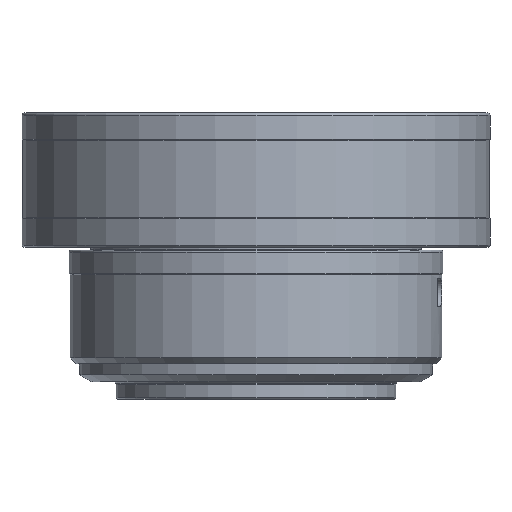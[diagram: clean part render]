
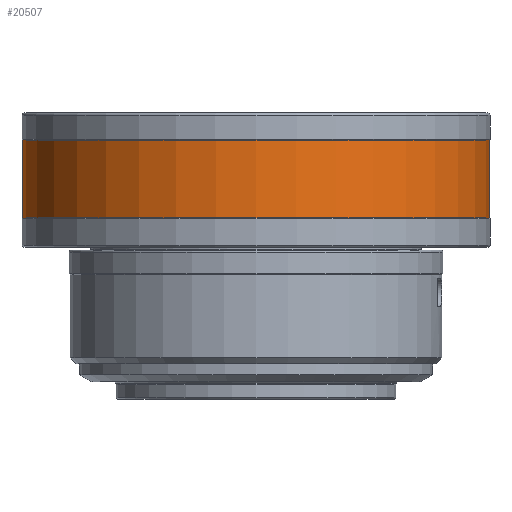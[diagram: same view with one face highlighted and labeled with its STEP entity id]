
A CAD part, front view. The second image highlights one B-rep face of the part: STEP entity #20507.
In plain terms, the highlighted cylindrical face has radius 123.35 mm (diameter 246.7 mm), a partial arc.
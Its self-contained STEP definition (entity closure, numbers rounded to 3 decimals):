
#59 = ORIENTED_EDGE ( 'NONE', *, *, #13909, .T. ) ;
#888 = DIRECTION ( 'NONE',  ( 0., 0., 1. ) ) ;
#2629 = DIRECTION ( 'NONE',  ( 0., 0., 1. ) ) ;
#3901 = CARTESIAN_POINT ( 'NONE',  ( 0., 0., -55.5 ) ) ;
#4189 = VERTEX_POINT ( 'NONE', #22933 ) ;
#4602 = AXIS2_PLACEMENT_3D ( 'NONE', #15251, #15058, #10623 ) ;
#5011 = CARTESIAN_POINT ( 'NONE',  ( 123.35, 0., -14.5 ) ) ;
#6222 = VERTEX_POINT ( 'NONE', #18893 ) ;
#7103 = EDGE_CURVE ( 'NONE', #29096, #11389, #28250, .T. ) ;
#7953 = DIRECTION ( 'NONE',  ( 0., 0., 1. ) ) ;
#8453 = CIRCLE ( 'NONE', #11551, 123.35 ) ;
#8943 = VECTOR ( 'NONE', #7953, 1000. ) ;
#9143 = EDGE_LOOP ( 'NONE', ( #16105, #59, #27036, #20468 ) ) ;
#10623 = DIRECTION ( 'NONE',  ( 1., 0., 0. ) ) ;
#11389 = VERTEX_POINT ( 'NONE', #5011 ) ;
#11551 = AXIS2_PLACEMENT_3D ( 'NONE', #3901, #24794, #20072 ) ;
#11885 = VECTOR ( 'NONE', #888, 1000. ) ;
#13909 = EDGE_CURVE ( 'NONE', #4189, #6222, #8453, .T. ) ;
#15058 = DIRECTION ( 'NONE',  ( 0., 0., 1. ) ) ;
#15251 = CARTESIAN_POINT ( 'NONE',  ( 0., 0., -14.5 ) ) ;
#16105 = ORIENTED_EDGE ( 'NONE', *, *, #23105, .F. ) ;
#17304 = LINE ( 'NONE', #28518, #11885 ) ;
#17841 = EDGE_CURVE ( 'NONE', #6222, #11389, #23666, .T. ) ;
#18696 = DIRECTION ( 'NONE',  ( 1., 0., 0. ) ) ;
#18893 = CARTESIAN_POINT ( 'NONE',  ( 123.35, 0., -55.5 ) ) ;
#19006 = CARTESIAN_POINT ( 'NONE',  ( 123.35, 0., 0. ) ) ;
#20072 = DIRECTION ( 'NONE',  ( 1., 0., 0. ) ) ;
#20468 = ORIENTED_EDGE ( 'NONE', *, *, #7103, .F. ) ;
#20507 = ADVANCED_FACE ( 'NONE', ( #22872 ), #26846, .T. ) ;
#22872 = FACE_OUTER_BOUND ( 'NONE', #9143, .T. ) ;
#22933 = CARTESIAN_POINT ( 'NONE',  ( -123.35, 0., -55.5 ) ) ;
#23105 = EDGE_CURVE ( 'NONE', #4189, #29096, #17304, .T. ) ;
#23317 = CARTESIAN_POINT ( 'NONE',  ( 0., 0., 0. ) ) ;
#23509 = CARTESIAN_POINT ( 'NONE',  ( -123.35, 0., -14.5 ) ) ;
#23666 = LINE ( 'NONE', #19006, #8943 ) ;
#24794 = DIRECTION ( 'NONE',  ( 0., 0., 1. ) ) ;
#26846 = CYLINDRICAL_SURFACE ( 'NONE', #28703, 123.35 ) ;
#27036 = ORIENTED_EDGE ( 'NONE', *, *, #17841, .T. ) ;
#28250 = CIRCLE ( 'NONE', #4602, 123.35 ) ;
#28518 = CARTESIAN_POINT ( 'NONE',  ( -123.35, 0., 0. ) ) ;
#28703 = AXIS2_PLACEMENT_3D ( 'NONE', #23317, #2629, #18696 ) ;
#29096 = VERTEX_POINT ( 'NONE', #23509 ) ;
